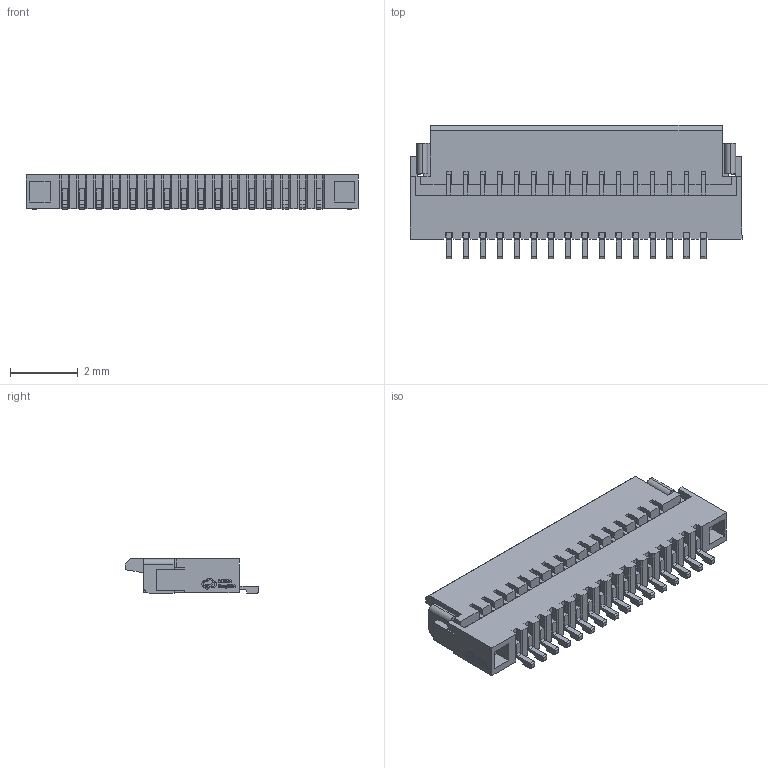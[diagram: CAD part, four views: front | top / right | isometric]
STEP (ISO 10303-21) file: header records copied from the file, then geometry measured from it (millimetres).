
FILE_DESCRIPTION (( 'STEP AP214' ), '1' );
FILE_NAME ('FPC-SMD_16P-P0.50_HCTL_HC-FPC-05-10-16RLTAG.STEP', '2022-12-15T03:25:46', ( '' ), ( '' ), 'SwSTEP 2.0', 'SolidWorks 2020', '' );
FILE_SCHEMA (( 'AUTOMOTIVE_DESIGN' ));
Length unit declared in the file: millimetre
Products named in the file (1): FPC-SMD_16P-P0.50_HCTL_HC-FPC-05-10-16RLTAG
Bounding box: 9.78 x 3.92 x 1.01 mm (x, y, z)
Volume: 21.1 mm3; surface area: 179.4 mm2
Topology: 4 solids, 4 shells, 1095 faces, 3149 edges, 2098 vertices
Faces by surface type: plane 827, cylinder 170, bspline 98
Entity records: 48149 total; most frequent: CARTESIAN_POINT 7649, ORIENTED_EDGE 6298, DIRECTION 5285, EDGE_CURVE 3149, LINE 2609, VECTOR 2609, VERTEX_POINT 2098, AXIS2_PLACEMENT_3D 1338
